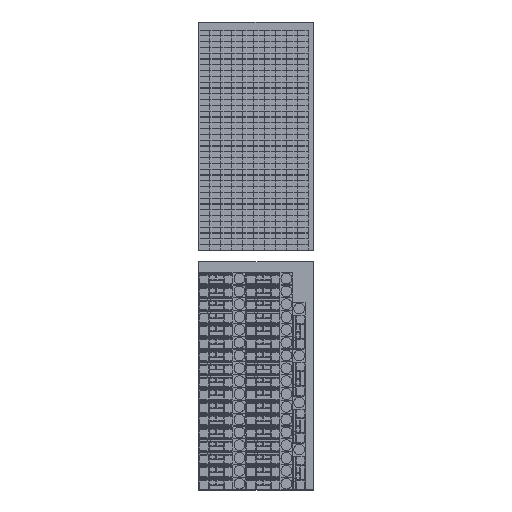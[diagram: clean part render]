
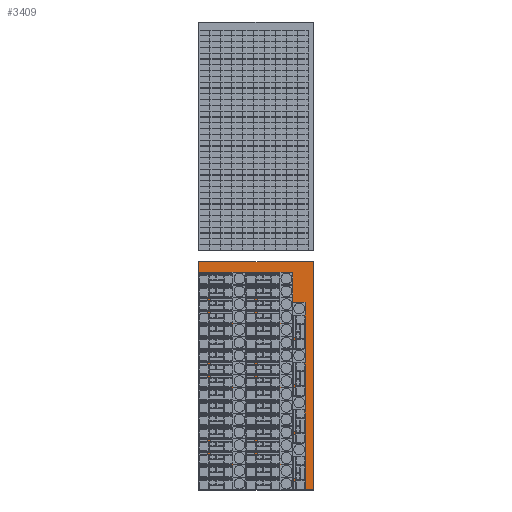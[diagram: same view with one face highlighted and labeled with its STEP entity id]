
A CAD part, top view. The second image highlights one B-rep face of the part: STEP entity #3409.
In plain terms, the highlighted face is planar.
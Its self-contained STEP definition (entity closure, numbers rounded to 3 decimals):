
#1902=FACE_OUTER_BOUND('',#2007,.T.);
#2007=EDGE_LOOP('',(#3231,#3232,#3233,#3234));
#2167=LINE('',#5887,#2344);
#2171=LINE('',#5895,#2348);
#2174=LINE('',#5901,#2351);
#2177=LINE('',#5906,#2354);
#2344=VECTOR('',#4545,10.);
#2348=VECTOR('',#4551,10.);
#2351=VECTOR('',#4556,10.);
#2354=VECTOR('',#4561,10.);
#2514=VERTEX_POINT('',#5885);
#2515=VERTEX_POINT('',#5886);
#2518=VERTEX_POINT('',#5894);
#2520=VERTEX_POINT('',#5900);
#2749=EDGE_CURVE('',#2514,#2515,#2167,.T.);
#2753=EDGE_CURVE('',#2518,#2514,#2171,.T.);
#2756=EDGE_CURVE('',#2520,#2518,#2174,.T.);
#2759=EDGE_CURVE('',#2515,#2520,#2177,.T.);
#3231=ORIENTED_EDGE('',*,*,#2759,.F.);
#3232=ORIENTED_EDGE('',*,*,#2749,.F.);
#3233=ORIENTED_EDGE('',*,*,#2753,.F.);
#3234=ORIENTED_EDGE('',*,*,#2756,.F.);
#3314=PLANE('',#3658);
#3409=ADVANCED_FACE('',(#1902),#3314,.F.);
#3658=AXIS2_PLACEMENT_3D('',#5909,#4565,#4566);
#4545=DIRECTION('',(1.,0.,0.));
#4551=DIRECTION('',(0.,0.,1.));
#4556=DIRECTION('',(-1.,0.,0.));
#4561=DIRECTION('',(0.,0.,-1.));
#4565=DIRECTION('center_axis',(0.,1.,0.));
#4566=DIRECTION('ref_axis',(0.,0.,1.));
#5885=CARTESIAN_POINT('',(-12.7,0.,25.368));
#5886=CARTESIAN_POINT('',(1207.3,0.,25.368));
#5887=CARTESIAN_POINT('',(-12.7,0.,25.368));
#5894=CARTESIAN_POINT('',(-12.7,0.,-2414.632));
#5895=CARTESIAN_POINT('',(-12.7,0.,-2414.632));
#5900=CARTESIAN_POINT('',(1207.3,0.,-2414.632));
#5901=CARTESIAN_POINT('',(1207.3,0.,-2414.632));
#5906=CARTESIAN_POINT('',(1207.3,0.,25.368));
#5909=CARTESIAN_POINT('Origin',(597.3,0.,-1194.632));
